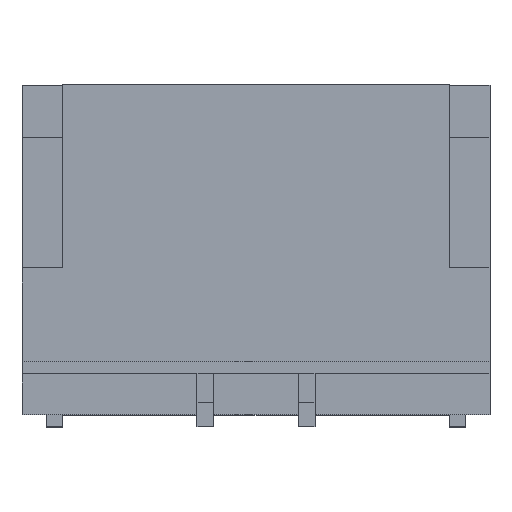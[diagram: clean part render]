
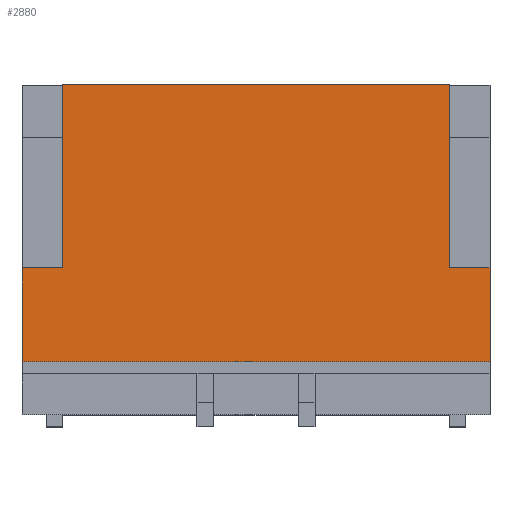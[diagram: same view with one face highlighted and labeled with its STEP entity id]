
A CAD part, top view. The second image highlights one B-rep face of the part: STEP entity #2880.
In plain terms, the highlighted planar face has unit normal (0, 0, 1).
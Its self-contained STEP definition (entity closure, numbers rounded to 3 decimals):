
#9 = ORIENTED_EDGE ( 'NONE', *, *, #323, .F. ) ;
#28 = VECTOR ( 'NONE', #2657, 1000. ) ;
#76 = VERTEX_POINT ( 'NONE', #295 ) ;
#81 = LINE ( 'NONE', #1832, #507 ) ;
#117 = CARTESIAN_POINT ( 'NONE',  ( -5.75, 3.875, 3.725 ) ) ;
#120 = DIRECTION ( 'NONE',  ( 0., 0., -1. ) ) ;
#268 = VERTEX_POINT ( 'NONE', #1930 ) ;
#270 = EDGE_CURVE ( 'NONE', #1191, #1826, #1057, .T. ) ;
#295 = CARTESIAN_POINT ( 'NONE',  ( 0., 1.625, 3.725 ) ) ;
#304 = EDGE_CURVE ( 'NONE', #1826, #1780, #81, .T. ) ;
#323 = EDGE_CURVE ( 'NONE', #2760, #76, #1186, .T. ) ;
#488 = CARTESIAN_POINT ( 'NONE',  ( 0., 3.875, 3.725 ) ) ;
#507 = VECTOR ( 'NONE', #2046, 1000. ) ;
#535 = CARTESIAN_POINT ( 'NONE',  ( 5., 0.475, 3.725 ) ) ;
#727 = EDGE_CURVE ( 'NONE', #2580, #268, #2378, .T. ) ;
#764 = ORIENTED_EDGE ( 'NONE', *, *, #270, .F. ) ;
#838 = CARTESIAN_POINT ( 'NONE',  ( -5.25, 1.625, 3.725 ) ) ;
#992 = CARTESIAN_POINT ( 'NONE',  ( -0.5, 1.625, 3.725 ) ) ;
#994 = EDGE_CURVE ( 'NONE', #1378, #76, #1737, .T. ) ;
#1047 = VECTOR ( 'NONE', #2343, 1000. ) ;
#1057 = LINE ( 'NONE', #117, #1301 ) ;
#1072 = FACE_OUTER_BOUND ( 'NONE', #2807, .T. ) ;
#1136 = DIRECTION ( 'NONE',  ( 0., 1., 0. ) ) ;
#1186 = LINE ( 'NONE', #2295, #2452 ) ;
#1191 = VERTEX_POINT ( 'NONE', #2558 ) ;
#1199 = ORIENTED_EDGE ( 'NONE', *, *, #2902, .T. ) ;
#1234 = CARTESIAN_POINT ( 'NONE',  ( 5., 3.875, 3.725 ) ) ;
#1265 = PLANE ( 'NONE',  #1376 ) ;
#1274 = CARTESIAN_POINT ( 'NONE',  ( -0.5, 3.875, 3.725 ) ) ;
#1301 = VECTOR ( 'NONE', #2826, 1000. ) ;
#1344 = EDGE_CURVE ( 'NONE', #1780, #2580, #2564, .T. ) ;
#1366 = ORIENTED_EDGE ( 'NONE', *, *, #727, .F. ) ;
#1376 = AXIS2_PLACEMENT_3D ( 'NONE', #1522, #120, #1509 ) ;
#1378 = VERTEX_POINT ( 'NONE', #2055 ) ;
#1397 = ORIENTED_EDGE ( 'NONE', *, *, #994, .T. ) ;
#1509 = DIRECTION ( 'NONE',  ( 0., -1., 0. ) ) ;
#1522 = CARTESIAN_POINT ( 'NONE',  ( 5., 3.875, 3.725 ) ) ;
#1542 = LINE ( 'NONE', #1274, #28 ) ;
#1593 = ORIENTED_EDGE ( 'NONE', *, *, #2220, .F. ) ;
#1600 = DIRECTION ( 'NONE',  ( 1., 0., 0. ) ) ;
#1620 = VECTOR ( 'NONE', #2841, 1000. ) ;
#1714 = DIRECTION ( 'NONE',  ( 1., 0., 0. ) ) ;
#1737 = LINE ( 'NONE', #488, #1047 ) ;
#1780 = VERTEX_POINT ( 'NONE', #838 ) ;
#1826 = VERTEX_POINT ( 'NONE', #1965 ) ;
#1832 = CARTESIAN_POINT ( 'NONE',  ( -5.25, 1.625, 3.725 ) ) ;
#1930 = CARTESIAN_POINT ( 'NONE',  ( -0.5, 3.875, 3.725 ) ) ;
#1965 = CARTESIAN_POINT ( 'NONE',  ( -5.75, 1.625, 3.725 ) ) ;
#2046 = DIRECTION ( 'NONE',  ( 1., 0., 0. ) ) ;
#2055 = CARTESIAN_POINT ( 'NONE',  ( 0., 0.475, 3.725 ) ) ;
#2169 = ORIENTED_EDGE ( 'NONE', *, *, #1344, .F. ) ;
#2213 = ORIENTED_EDGE ( 'NONE', *, *, #304, .F. ) ;
#2220 = EDGE_CURVE ( 'NONE', #1378, #1191, #2658, .T. ) ;
#2295 = CARTESIAN_POINT ( 'NONE',  ( 0., 1.625, 3.725 ) ) ;
#2339 = VECTOR ( 'NONE', #1714, 1000. ) ;
#2343 = DIRECTION ( 'NONE',  ( 0., 1., 0. ) ) ;
#2378 = LINE ( 'NONE', #1234, #2339 ) ;
#2452 = VECTOR ( 'NONE', #1600, 1000. ) ;
#2497 = CARTESIAN_POINT ( 'NONE',  ( -5.25, 3.875, 3.725 ) ) ;
#2558 = CARTESIAN_POINT ( 'NONE',  ( -5.75, 0.475, 3.725 ) ) ;
#2564 = LINE ( 'NONE', #2763, #2738 ) ;
#2580 = VERTEX_POINT ( 'NONE', #2497 ) ;
#2657 = DIRECTION ( 'NONE',  ( 0., 1., 0. ) ) ;
#2658 = LINE ( 'NONE', #535, #1620 ) ;
#2738 = VECTOR ( 'NONE', #1136, 1000. ) ;
#2760 = VERTEX_POINT ( 'NONE', #992 ) ;
#2763 = CARTESIAN_POINT ( 'NONE',  ( -5.25, 3.875, 3.725 ) ) ;
#2807 = EDGE_LOOP ( 'NONE', ( #1593, #1397, #9, #1199, #1366, #2169, #2213, #764 ) ) ;
#2826 = DIRECTION ( 'NONE',  ( 0., 1., 0. ) ) ;
#2841 = DIRECTION ( 'NONE',  ( -1., 0., 0. ) ) ;
#2880 = ADVANCED_FACE ( 'NONE', ( #1072 ), #1265, .F. ) ;
#2902 = EDGE_CURVE ( 'NONE', #2760, #268, #1542, .T. ) ;
